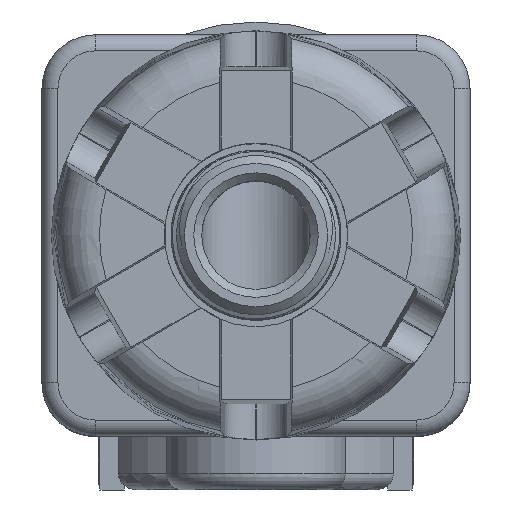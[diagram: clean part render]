
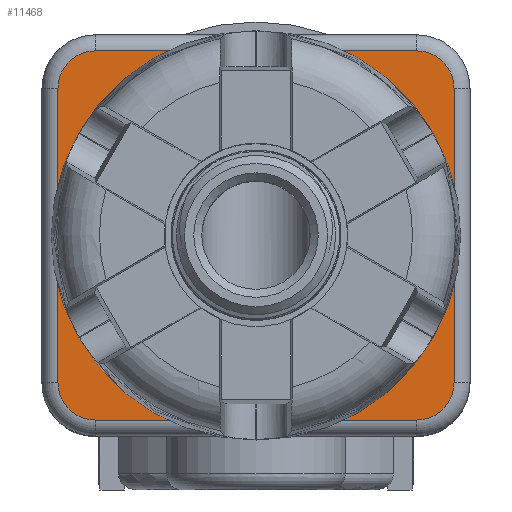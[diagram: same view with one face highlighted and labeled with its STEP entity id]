
A CAD part, top view. The second image highlights one B-rep face of the part: STEP entity #11468.
In plain terms, the highlighted planar face has unit normal (0, 0, 1).
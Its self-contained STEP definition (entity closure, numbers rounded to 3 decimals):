
#469=PLANE('',#12288);
#609=FACE_BOUND('',#1676,.T.);
#1035=FACE_OUTER_BOUND('',#1675,.T.);
#1675=EDGE_LOOP('',(#9399,#9400,#9401,#9402,#9403,#9404,#9405,#9406));
#1676=EDGE_LOOP('',(#9407));
#2076=CIRCLE('',#12282,1.4);
#2080=CIRCLE('',#12289,1.4);
#2081=CIRCLE('',#12290,1.4);
#2082=CIRCLE('',#12291,1.4);
#2083=CIRCLE('',#12292,6.);
#3164=LINE('',#33401,#4057);
#3167=LINE('',#33409,#4060);
#3168=LINE('',#33413,#4061);
#3169=LINE('',#33417,#4062);
#4057=VECTOR('',#14432,10.);
#4060=VECTOR('',#14439,10.);
#4061=VECTOR('',#14442,10.);
#4062=VECTOR('',#14445,10.);
#5118=VERTEX_POINT('',#33380);
#5121=VERTEX_POINT('',#33385);
#5126=VERTEX_POINT('',#33400);
#5129=VERTEX_POINT('',#33408);
#5130=VERTEX_POINT('',#33410);
#5131=VERTEX_POINT('',#33412);
#5132=VERTEX_POINT('',#33414);
#5133=VERTEX_POINT('',#33416);
#5134=VERTEX_POINT('',#33419);
#6594=EDGE_CURVE('',#5121,#5118,#2076,.T.);
#6601=EDGE_CURVE('',#5118,#5126,#3164,.T.);
#6605=EDGE_CURVE('',#5129,#5121,#3167,.T.);
#6606=EDGE_CURVE('',#5130,#5129,#2080,.T.);
#6607=EDGE_CURVE('',#5131,#5130,#3168,.T.);
#6608=EDGE_CURVE('',#5132,#5131,#2081,.T.);
#6609=EDGE_CURVE('',#5133,#5132,#3169,.T.);
#6610=EDGE_CURVE('',#5126,#5133,#2082,.T.);
#6611=EDGE_CURVE('',#5134,#5134,#2083,.T.);
#9399=ORIENTED_EDGE('',*,*,#6594,.F.);
#9400=ORIENTED_EDGE('',*,*,#6605,.F.);
#9401=ORIENTED_EDGE('',*,*,#6606,.F.);
#9402=ORIENTED_EDGE('',*,*,#6607,.F.);
#9403=ORIENTED_EDGE('',*,*,#6608,.F.);
#9404=ORIENTED_EDGE('',*,*,#6609,.F.);
#9405=ORIENTED_EDGE('',*,*,#6610,.F.);
#9406=ORIENTED_EDGE('',*,*,#6601,.F.);
#9407=ORIENTED_EDGE('',*,*,#6611,.T.);
#11468=ADVANCED_FACE('',(#1035,#609),#469,.T.);
#12282=AXIS2_PLACEMENT_3D('',#33387,#14418,#14419);
#12288=AXIS2_PLACEMENT_3D('',#33407,#14437,#14438);
#12289=AXIS2_PLACEMENT_3D('',#33411,#14440,#14441);
#12290=AXIS2_PLACEMENT_3D('',#33415,#14443,#14444);
#12291=AXIS2_PLACEMENT_3D('',#33418,#14446,#14447);
#12292=AXIS2_PLACEMENT_3D('',#33420,#14448,#14449);
#14418=DIRECTION('center_axis',(0.,0.,-1.));
#14419=DIRECTION('ref_axis',(0.707,-0.707,0.));
#14432=DIRECTION('',(-1.,0.,0.));
#14437=DIRECTION('center_axis',(0.,0.,1.));
#14438=DIRECTION('ref_axis',(1.,0.,0.));
#14439=DIRECTION('',(0.,-1.,0.));
#14440=DIRECTION('center_axis',(0.,0.,-1.));
#14441=DIRECTION('ref_axis',(0.707,0.707,0.));
#14442=DIRECTION('',(1.,0.,0.));
#14443=DIRECTION('center_axis',(0.,0.,-1.));
#14444=DIRECTION('ref_axis',(-0.707,0.707,0.));
#14445=DIRECTION('',(0.,1.,0.));
#14446=DIRECTION('center_axis',(0.,0.,-1.));
#14447=DIRECTION('ref_axis',(-0.707,-0.707,0.));
#14448=DIRECTION('center_axis',(0.,0.,-1.));
#14449=DIRECTION('ref_axis',(-1.,0.,0.));
#33380=CARTESIAN_POINT('',(6.,-6.9,12.2));
#33385=CARTESIAN_POINT('',(7.4,-5.5,12.2));
#33387=CARTESIAN_POINT('Origin',(6.,-5.5,12.2));
#33400=CARTESIAN_POINT('',(-6.,-6.9,12.2));
#33401=CARTESIAN_POINT('',(-4.,-6.9,12.2));
#33407=CARTESIAN_POINT('Origin',(0.,0.,
12.2));
#33408=CARTESIAN_POINT('',(7.4,5.5,12.2));
#33409=CARTESIAN_POINT('',(7.4,-3.75,12.2));
#33410=CARTESIAN_POINT('',(6.,6.9,12.2));
#33411=CARTESIAN_POINT('Origin',(6.,5.5,12.2));
#33412=CARTESIAN_POINT('',(-6.,6.9,12.2));
#33413=CARTESIAN_POINT('',(4.,6.9,12.2));
#33414=CARTESIAN_POINT('',(-7.4,5.5,12.2));
#33415=CARTESIAN_POINT('Origin',(-6.,5.5,12.2));
#33416=CARTESIAN_POINT('',(-7.4,-5.5,12.2));
#33417=CARTESIAN_POINT('',(-7.4,3.75,12.2));
#33418=CARTESIAN_POINT('Origin',(-6.,-5.5,12.2));
#33419=CARTESIAN_POINT('',(6.,0.,12.2));
#33420=CARTESIAN_POINT('Origin',(0.,0.,12.2));
